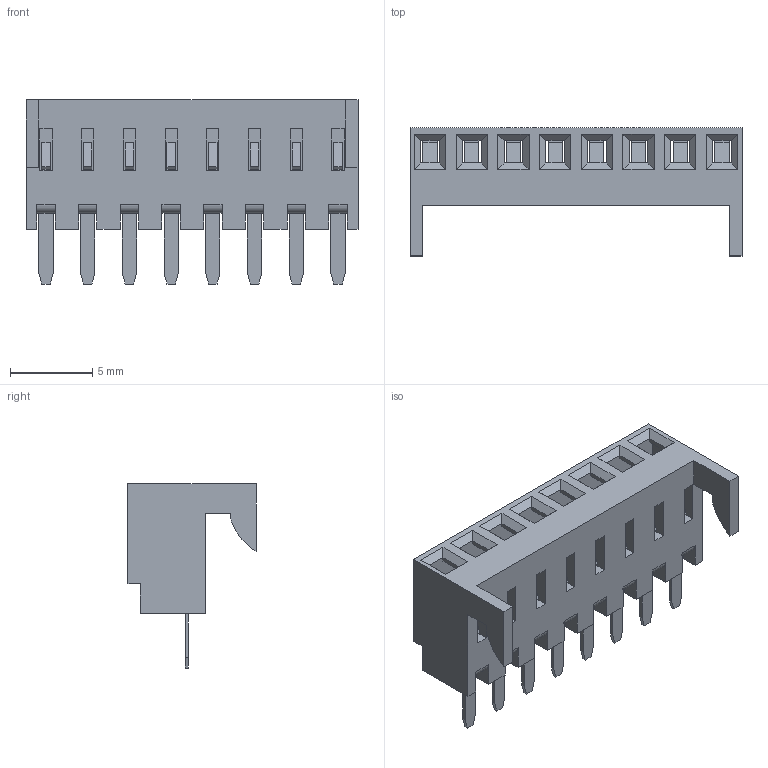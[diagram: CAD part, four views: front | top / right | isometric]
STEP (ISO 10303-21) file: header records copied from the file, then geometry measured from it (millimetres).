
FILE_DESCRIPTION((''),'2;1');
FILE_NAME('022182081','2014-10-13T',('me'),(''),'PRO/ENGINEER BY PARAMETRIC TECHNOLOGY CORPORATION, 2011490','PRO/ENGINEER BY PARAMETRIC TECHNOLOGY CORPORATION, 2011490','');
FILE_SCHEMA(('CONFIG_CONTROL_DESIGN'));
Length unit declared in the file: inch
Products named in the file (1): 022182081
Bounding box: 20.22 x 7.8 x 11.23 mm (x, y, z)
Volume: 312.5 mm3; surface area: 1183.4 mm2
Topology: 1 solids, 1 shells, 354 faces, 998 edges, 654 vertices
Faces by surface type: plane 294, cylinder 60
Entity records: 11327 total; most frequent: CARTESIAN_POINT 1991, ORIENTED_EDGE 1964, DIRECTION 1844, EDGE_CURVE 982, VECTOR 862, LINE 862, VERTEX_POINT 638, AXIS2_PLACEMENT_3D 491
